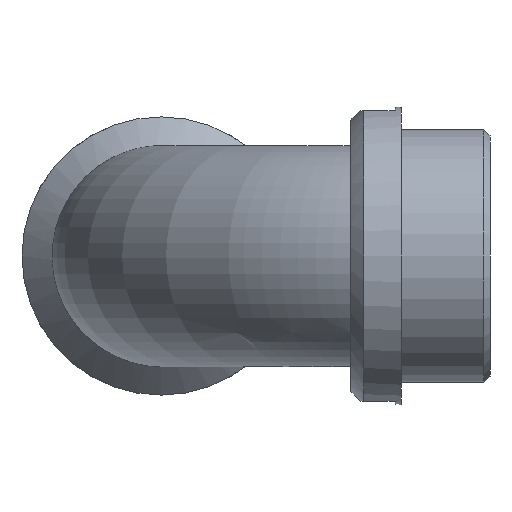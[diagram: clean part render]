
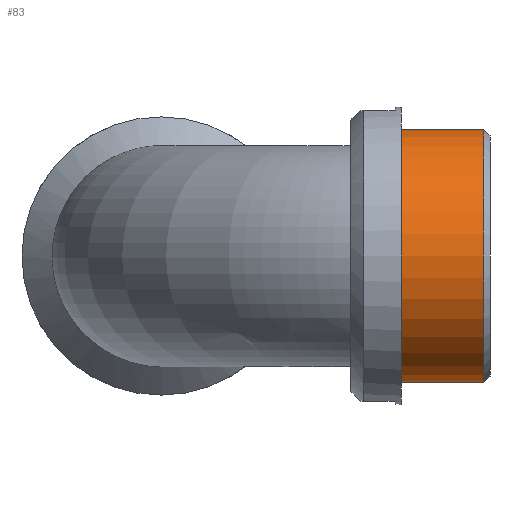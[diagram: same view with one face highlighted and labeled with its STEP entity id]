
A CAD part, left-side view. The second image highlights one B-rep face of the part: STEP entity #83.
In plain terms, the highlighted cylindrical face has radius 20 mm (diameter 40 mm), a full revolution.
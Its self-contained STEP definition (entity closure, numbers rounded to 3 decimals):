
#83 = ADVANCED_FACE( '', ( #160, #161 ), #162, .T. );
#160 = FACE_OUTER_BOUND( '', #305, .T. );
#161 = FACE_OUTER_BOUND( '', #306, .T. );
#162 = CYLINDRICAL_SURFACE( '', #307, 20. );
#305 = EDGE_LOOP( '', ( #514 ) );
#306 = EDGE_LOOP( '', ( #515 ) );
#307 = AXIS2_PLACEMENT_3D( '', #516, #517, #518 );
#514 = ORIENTED_EDGE( '', *, *, #922, .T. );
#515 = ORIENTED_EDGE( '', *, *, #923, .T. );
#516 = CARTESIAN_POINT( '', ( 4.9, 8., 0. ) );
#517 = DIRECTION( '', ( 0., -1., 0. ) );
#518 = DIRECTION( '', ( 0., 0., 1. ) );
#922 = EDGE_CURVE( '', #1103, #1103, #1104, .F. );
#923 = EDGE_CURVE( '', #1105, #1105, #1106, .T. );
#1103 = VERTEX_POINT( '', #1565 );
#1104 = CIRCLE( '', #1566, 20. );
#1105 = VERTEX_POINT( '', #1567 );
#1106 = CIRCLE( '', #1568, 20. );
#1565 = CARTESIAN_POINT( '', ( 4.9, 8., 20. ) );
#1566 = AXIS2_PLACEMENT_3D( '', #1924, #1925, #1926 );
#1567 = CARTESIAN_POINT( '', ( 4.9, -5., 20. ) );
#1568 = AXIS2_PLACEMENT_3D( '', #1927, #1928, #1929 );
#1924 = CARTESIAN_POINT( '', ( 4.9, 8., 0. ) );
#1925 = DIRECTION( '', ( 0., 1., 0. ) );
#1926 = DIRECTION( '', ( 0., 0., 1. ) );
#1927 = CARTESIAN_POINT( '', ( 4.9, -5., 0. ) );
#1928 = DIRECTION( '', ( 0., 1., 0. ) );
#1929 = DIRECTION( '', ( 0., 0., 1. ) );
